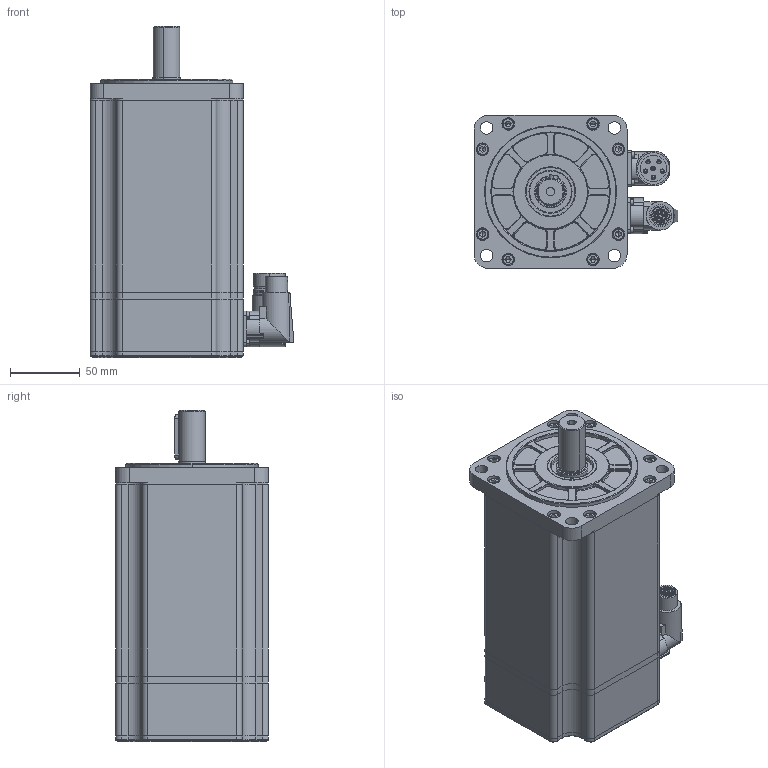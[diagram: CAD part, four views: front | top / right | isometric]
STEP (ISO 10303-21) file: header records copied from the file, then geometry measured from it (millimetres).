
FILE_DESCRIPTION (( 'STEP AP203' ), '1' );
FILE_NAME ('307011481(SMH110-1883038RND) -V1.0.STEP', '2020-05-09T05:59:22', ( '' ), ( '' ), 'SwSTEP 2.0', 'SolidWorks 2016', '' );
FILE_SCHEMA (( 'CONFIG_CONTROL_DESIGN' ));
Length unit declared in the file: millimetre
Products named in the file (16): SMH110ヶ傷裔; deep groove ball bearings gb_Rolling bearings 6303 GB 276-94; SMH110綴傷裔; hexagon socket countersunk head screws gb_GB_FASTENER_SCREWS_HSCHS M5X16-N; M23; 瑩; M17陓瘍; deep groove ball bearings gb_Rolling bearings 6304 GB 276-94; SMH110END晤鎢ん欶; SMH110綴裔; hexagon socket head cap screws gb_GB_FASTENER_SCREWS_HSHCS M5X16-N; 307011481(SMH110-1883038RND) -V1.0; SMH110-1262028ENM蛌粣; 嘎殤蚐猾; hexagon socket head cap screws gb_GB_FASTENER_SCREWS_HSHCS M2.5X8-N; SMH110-1262028ENM儂褲
Assembly tree (32 placements, depth 2):
  307011481(SMH110-1883038RND) -V1.0
    SMH110-1262028ENM儂褲
    SMH110ヶ傷裔
    SMH110綴傷裔
    SMH110-1262028ENM蛌粣
    deep groove ball bearings gb_Rolling bearings 6304 GB 276-94
    deep groove ball bearings gb_Rolling bearings 6303 GB 276-94
    SMH110綴裔
    嘎殤蚐猾
    瑩
    hexagon socket countersunk head screws gb_GB_FASTENER_SCREWS_HSCHS M5X16-N  x4
    hexagon socket head cap screws gb_GB_FASTENER_SCREWS_HSHCS M5X16-N  x8
    SMH110END晤鎢ん欶
    M17陓瘍
    M23
    hexagon socket head cap screws gb_GB_FASTENER_SCREWS_HSHCS M2.5X8-N  x8
Bounding box: 146.6 x 110 x 238 mm (x, y, z)
Volume: 758048.1 mm3; surface area: 322566 mm2
Topology: 32 solids, 32 shells, 1945 faces, 5282 edges, 3371 vertices
Faces by surface type: cylinder 750, plane 732, torus 208, cone 150, sphere 78, bspline 27
Entity records: 55080 total; most frequent: CARTESIAN_POINT 13515, DIRECTION 8601, ORIENTED_EDGE 8212, EDGE_CURVE 4106, AXIS2_PLACEMENT_3D 3478, VERTEX_POINT 2678, CIRCLE 1953, EDGE_LOOP 1762
